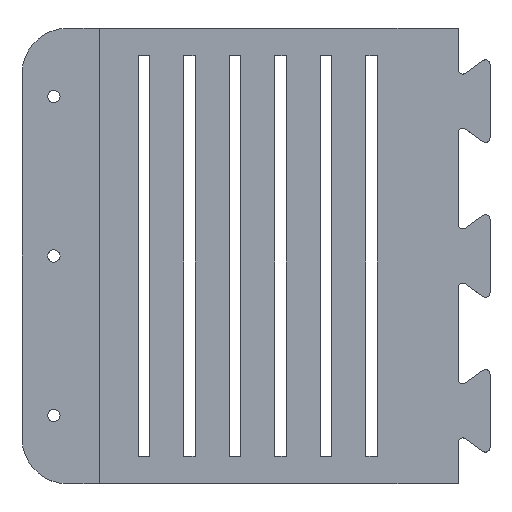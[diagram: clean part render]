
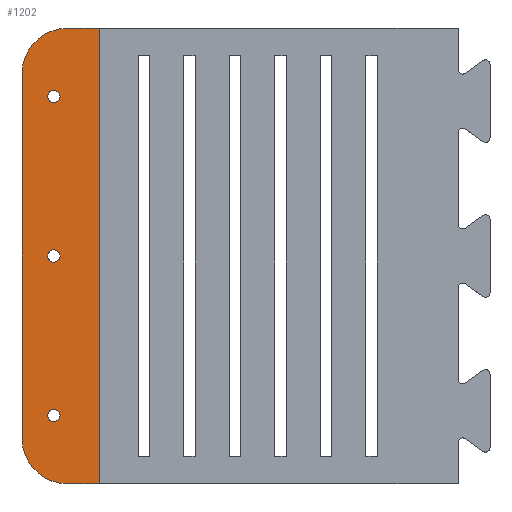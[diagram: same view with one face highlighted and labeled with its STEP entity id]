
A CAD part, top view. The second image highlights one B-rep face of the part: STEP entity #1202.
In plain terms, the highlighted planar face has unit normal (0, 0, 1).
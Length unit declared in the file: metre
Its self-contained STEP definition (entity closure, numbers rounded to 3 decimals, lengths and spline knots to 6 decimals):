
#42=CIRCLE('',#1286,0.001715);
#44=CIRCLE('',#1289,0.001715);
#46=CIRCLE('',#1292,0.001715);
#47=CIRCLE('',#1295,0.0127);
#48=CIRCLE('',#1296,0.0127);
#153=ORIENTED_EDGE('',*,*,#491,.T.);
#154=ORIENTED_EDGE('',*,*,#493,.T.);
#155=ORIENTED_EDGE('',*,*,#426,.T.);
#156=ORIENTED_EDGE('',*,*,#494,.F.);
#157=ORIENTED_EDGE('',*,*,#431,.T.);
#158=ORIENTED_EDGE('',*,*,#495,.T.);
#159=ORIENTED_EDGE('',*,*,#486,.F.);
#160=ORIENTED_EDGE('',*,*,#488,.F.);
#161=ORIENTED_EDGE('',*,*,#484,.F.);
#426=EDGE_CURVE('',#600,#599,#718,.T.);
#431=EDGE_CURVE('',#605,#604,#723,.T.);
#484=EDGE_CURVE('',#652,#652,#42,.F.);
#486=EDGE_CURVE('',#654,#654,#44,.F.);
#488=EDGE_CURVE('',#656,#656,#46,.F.);
#491=EDGE_CURVE('',#660,#659,#765,.T.);
#493=EDGE_CURVE('',#659,#600,#47,.F.);
#494=EDGE_CURVE('',#605,#599,#767,.T.);
#495=EDGE_CURVE('',#604,#660,#48,.F.);
#599=VERTEX_POINT('',#1726);
#600=VERTEX_POINT('',#1728);
#604=VERTEX_POINT('',#1737);
#605=VERTEX_POINT('',#1739);
#652=VERTEX_POINT('',#1842);
#654=VERTEX_POINT('',#1847);
#656=VERTEX_POINT('',#1852);
#659=VERTEX_POINT('',#1858);
#660=VERTEX_POINT('',#1860);
#718=LINE('',#1727,#858);
#723=LINE('',#1738,#863);
#765=LINE('',#1859,#905);
#767=LINE('',#1864,#907);
#858=VECTOR('',#1385,1.);
#863=VECTOR('',#1392,1.);
#905=VECTOR('',#1482,1.);
#907=VECTOR('',#1488,1.);
#1003=EDGE_LOOP('',(#153,#154,#155,#156,#157,#158));
#1004=EDGE_LOOP('',(#159));
#1005=EDGE_LOOP('',(#160));
#1006=EDGE_LOOP('',(#161));
#1085=FACE_BOUND('',#1003,.T.);
#1086=FACE_BOUND('',#1004,.T.);
#1087=FACE_BOUND('',#1005,.T.);
#1088=FACE_BOUND('',#1006,.T.);
#1155=PLANE('',#1294);
#1202=ADVANCED_FACE('',(#1085,#1086,#1087,#1088),#1155,.F.);
#1286=AXIS2_PLACEMENT_3D('',#1841,#1464,#1465);
#1289=AXIS2_PLACEMENT_3D('',#1846,#1470,#1471);
#1292=AXIS2_PLACEMENT_3D('',#1851,#1476,#1477);
#1294=AXIS2_PLACEMENT_3D('',#1862,#1484,#1485);
#1295=AXIS2_PLACEMENT_3D('',#1863,#1486,#1487);
#1296=AXIS2_PLACEMENT_3D('',#1865,#1489,#1490);
#1385=DIRECTION('',(1.,0.,0.));
#1392=DIRECTION('',(-1.,0.,0.));
#1464=DIRECTION('',(0.,0.,-1.));
#1465=DIRECTION('',(-1.,0.,0.));
#1470=DIRECTION('',(0.,0.,-1.));
#1471=DIRECTION('',(-1.,0.,0.));
#1476=DIRECTION('',(0.,0.,-1.));
#1477=DIRECTION('',(-1.,0.,0.));
#1482=DIRECTION('',(0.,-1.,0.));
#1484=DIRECTION('',(0.,0.,-1.));
#1485=DIRECTION('',(-1.,0.,0.));
#1486=DIRECTION('',(0.,0.,-1.));
#1487=DIRECTION('',(-1.,0.,0.));
#1488=DIRECTION('',(0.,-1.,0.));
#1489=DIRECTION('',(0.,0.,-1.));
#1490=DIRECTION('',(-1.,0.,0.));
#1726=CARTESIAN_POINT('',(-0.022922,-0.0635,0.004318));
#1727=CARTESIAN_POINT('',(-0.033717,-0.0635,0.004318));
#1728=CARTESIAN_POINT('',(-0.031812,-0.0635,0.004318));
#1737=CARTESIAN_POINT('',(-0.031812,0.0635,0.004318));
#1738=CARTESIAN_POINT('',(0.010098,0.0635,0.004318));
#1739=CARTESIAN_POINT('',(-0.022922,0.0635,0.004318));
#1841=CARTESIAN_POINT('',(-0.035622,-0.04445,0.004318));
#1842=CARTESIAN_POINT('',(-0.037337,-0.04445,0.004318));
#1846=CARTESIAN_POINT('',(-0.035622,0.,0.004318));
#1847=CARTESIAN_POINT('',(-0.037337,0.,0.004318));
#1851=CARTESIAN_POINT('',(-0.035622,0.04445,0.004318));
#1852=CARTESIAN_POINT('',(-0.037337,0.04445,0.004318));
#1858=CARTESIAN_POINT('',(-0.044512,-0.0508,0.004318));
#1859=CARTESIAN_POINT('',(-0.044512,0.133048,0.004318));
#1860=CARTESIAN_POINT('',(-0.044512,0.0508,0.004318));
#1862=CARTESIAN_POINT('',(-0.033717,0.133048,0.004318));
#1863=CARTESIAN_POINT('',(-0.031812,-0.0508,0.004318));
#1864=CARTESIAN_POINT('',(-0.022922,0.133048,0.004318));
#1865=CARTESIAN_POINT('',(-0.031812,0.0508,0.004318));
